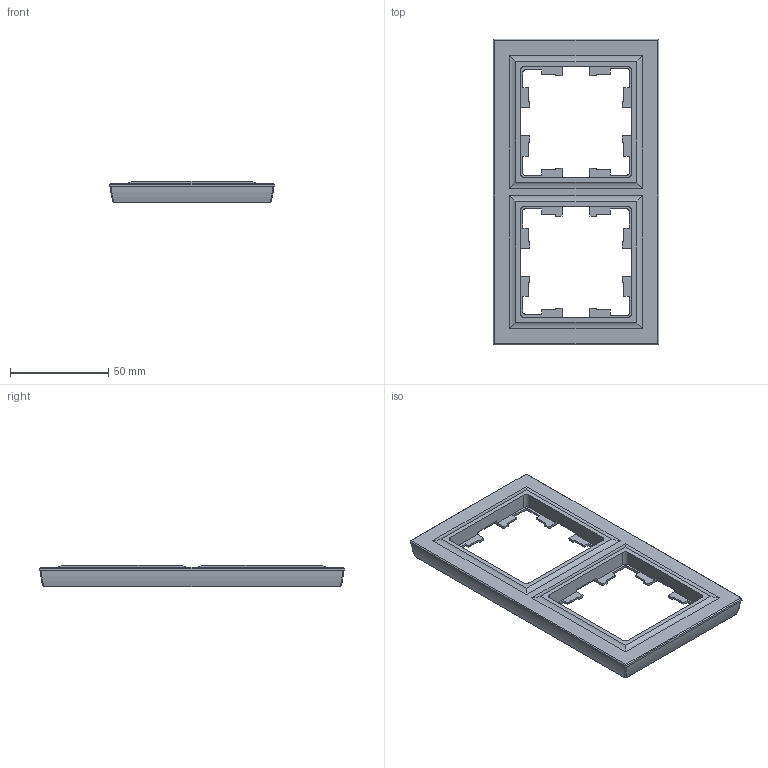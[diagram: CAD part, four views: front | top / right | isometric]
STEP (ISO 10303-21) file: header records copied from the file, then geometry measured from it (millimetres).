
FILE_DESCRIPTION (( 'STEP AP214' ), '1' );
FILE_NAME ('Ðàìêà 2-ìåñò. 155.STEP', '2025-06-05T07:21:57', ( '' ), ( '' ), 'SwSTEP 2.0', 'SolidWorks 2022', '' );
FILE_SCHEMA (( 'AUTOMOTIVE_DESIGN' ));
Length unit declared in the file: millimetre
Products named in the file (1): Рамка 2-мест. 155
Bounding box: 84.1 x 155.3 x 10.9 mm (x, y, z)
Volume: 50180 mm3; surface area: 38202.7 mm2
Topology: 1 solids, 1 shells, 276 faces, 784 edges, 516 vertices
Faces by surface type: plane 220, cylinder 40, bspline 8, cone 8
Entity records: 8966 total; most frequent: CARTESIAN_POINT 1973, ORIENTED_EDGE 1568, DIRECTION 1262, EDGE_CURVE 784, LINE 692, VECTOR 692, VERTEX_POINT 516, EDGE_LOOP 286
